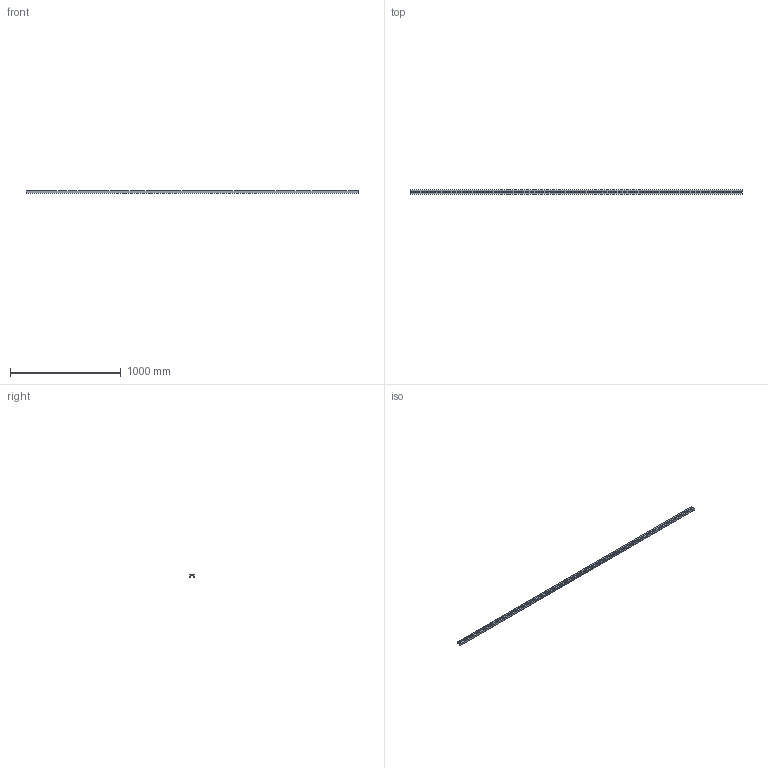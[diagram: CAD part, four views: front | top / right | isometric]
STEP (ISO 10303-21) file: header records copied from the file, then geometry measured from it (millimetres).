
FILE_DESCRIPTION(/* description */ (''),/* implementation_level */ '2;1');
FILE_NAME(/* name */ '910023.stp',/* time_stamp */ '2025-12-05T09:51:42+01:00',/* author */ ('mael.lecharpentier'),/* organization */ (''),/* preprocessor_version */ 'ST-DEVELOPER v20',/* originating_system */ 'AutoCAD Mechanical',/* authorisation */ '');
FILE_SCHEMA (('AUTOMOTIVE_DESIGN { 1 0 10303 214 3 1 1 }'));
Length unit declared in the file: millimetre
Products named in the file (1): Product
Bounding box: 3000 x 40 x 20.2 mm (x, y, z)
Volume: 1119142.7 mm3; surface area: 479285.9 mm2
Topology: 1 solids, 101 shells, 114 faces, 436 edges, 424 vertices
Faces by surface type: plane 110, cylinder 4
Entity records: 4965 total; most frequent: CARTESIAN_POINT 975, DIRECTION 874, ORIENTED_EDGE 472, EDGE_CURVE 436, VERTEX_POINT 424, AXIS2_PLACEMENT_3D 323, LINE 228, VECTOR 228
